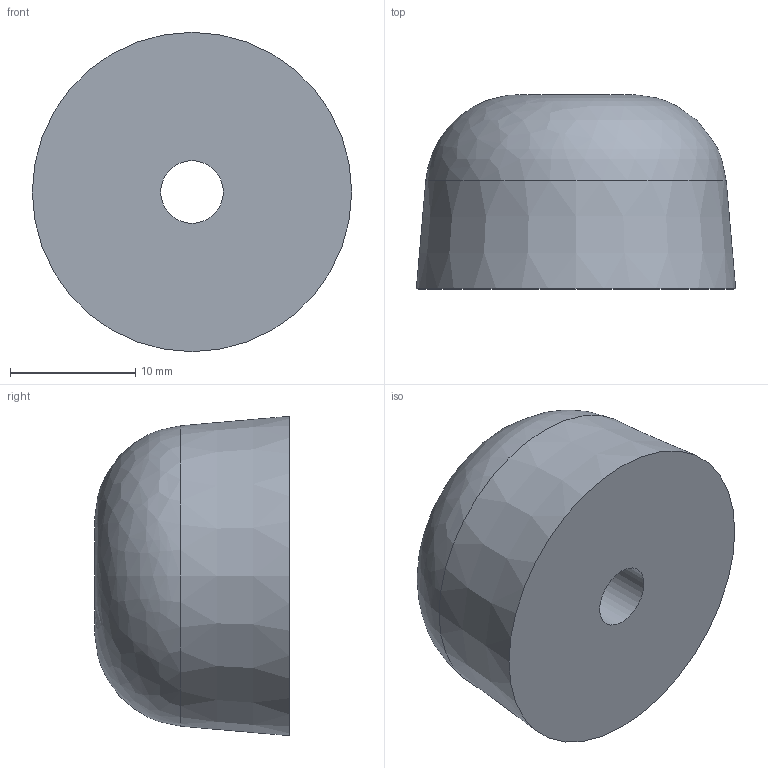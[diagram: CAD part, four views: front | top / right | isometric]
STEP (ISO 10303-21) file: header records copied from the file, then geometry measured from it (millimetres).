
FILE_DESCRIPTION(/* description */ (''),/* implementation_level */ '2;1');
FILE_NAME(/* name */ 'DR_PR10-19.stp',/* time_stamp */ '2023-08-15T09:14:45+09:00',/* author */ ('user'),/* organization */ (''),/* preprocessor_version */ 'ST-DEVELOPER v15.6',/* originating_system */ 'Autodesk Inventor 2015',/* authorisation */ '');
FILE_SCHEMA (('AUTOMOTIVE_DESIGN { 1 0 10303 214 3 1 1 }'));
Length unit declared in the file: millimetre
Products named in the file (1): DR_PR10-19
Bounding box: 25.5 x 15.5 x 25.5 mm (x, y, z)
Volume: 5749.8 mm3; surface area: 2213.8 mm2
Topology: 1 solids, 1 shells, 6 faces, 12 edges, 8 vertices
Faces by surface type: plane 2, cylinder 2, bspline 1, cone 1
Full cylindrical faces by diameter (mm): 5 x1, 9.5 x1
Entity records: 178 total; most frequent: CARTESIAN_POINT 48, DIRECTION 24, ORIENTED_EDGE 14, AXIS2_PLACEMENT_3D 12, EDGE_LOOP 11, EDGE_CURVE 7, FACE_OUTER_BOUND 6, CIRCLE 6
